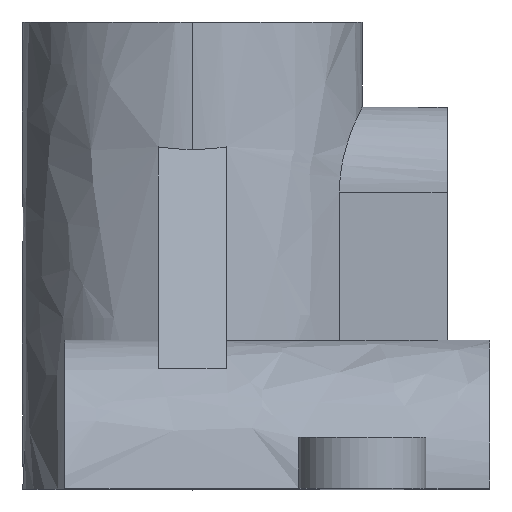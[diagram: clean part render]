
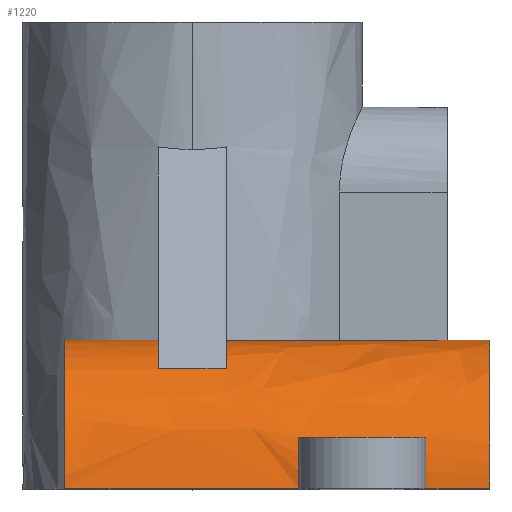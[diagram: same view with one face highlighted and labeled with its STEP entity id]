
A CAD part, top view. The second image highlights one B-rep face of the part: STEP entity #1220.
In plain terms, the highlighted free-form (B-spline) face has degree [2, 1] with [5, 2] control points.
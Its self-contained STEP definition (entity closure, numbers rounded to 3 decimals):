
#597 = VERTEX_POINT('',#598);
#598 = CARTESIAN_POINT('',(34.052,0.,26.755));
#611 = VERTEX_POINT('',#612);
#612 = CARTESIAN_POINT('',(-14.594,0.,26.755));
#617 = EDGE_CURVE('',#611,#618,#620,.T.);
#618 = VERTEX_POINT('',#619);
#619 = CARTESIAN_POINT('',(-3.892,0.,26.755));
#620 = B_SPLINE_CURVE_WITH_KNOTS('',1,(#621,#622),.UNSPECIFIED.,.F.,.F.,
  (2,2),(0.,11.),.PIECEWISE_BEZIER_KNOTS.);
#621 = CARTESIAN_POINT('',(-14.594,0.,26.755));
#622 = CARTESIAN_POINT('',(-3.892,0.,26.755));
#672 = VERTEX_POINT('',#673);
#673 = CARTESIAN_POINT('',(24.323,0.,26.755));
#678 = EDGE_CURVE('',#672,#597,#679,.T.);
#679 = B_SPLINE_CURVE_WITH_KNOTS('',1,(#680,#681),.UNSPECIFIED.,.F.,.F.,
  (2,2),(40.,50.),.PIECEWISE_BEZIER_KNOTS.);
#680 = CARTESIAN_POINT('',(24.323,0.,26.755));
#681 = CARTESIAN_POINT('',(34.052,0.,26.755));
#1047 = VERTEX_POINT('',#1048);
#1048 = CARTESIAN_POINT('',(24.323,5.838,
    27.787));
#1053 = EDGE_CURVE('',#672,#1047,#1054,.T.);
#1054 = ( BOUNDED_CURVE() B_SPLINE_CURVE(2,(#1055,#1056,#1057),
.UNSPECIFIED.,.F.,.F.) B_SPLINE_CURVE_WITH_KNOTS((3,3),(0.,
0.35),.PIECEWISE_BEZIER_KNOTS.) CURVE() 
GEOMETRIC_REPRESENTATION_ITEM() RATIONAL_B_SPLINE_CURVE((1.,
0.985,1.)) REPRESENTATION_ITEM('') );
#1055 = CARTESIAN_POINT('',(24.323,0.,26.755));
#1056 = CARTESIAN_POINT('',(24.323,3.01,
    26.755));
#1057 = CARTESIAN_POINT('',(24.323,5.838,
    27.787));
#1069 = VERTEX_POINT('',#1070);
#1070 = CARTESIAN_POINT('',(3.892,5.838,
    27.787));
#1075 = EDGE_CURVE('',#1069,#1047,#1076,.T.);
#1076 = B_SPLINE_CURVE_WITH_KNOTS('',1,(#1077,#1078),.UNSPECIFIED.,.F.,
  .F.,(2,2),(31.506,52.506),.PIECEWISE_BEZIER_KNOTS.);
#1077 = CARTESIAN_POINT('',(3.892,5.838,
    27.787));
#1078 = CARTESIAN_POINT('',(24.323,5.838,
    27.787));
#1091 = EDGE_CURVE('',#1092,#618,#1094,.T.);
#1092 = VERTEX_POINT('',#1093);
#1093 = CARTESIAN_POINT('',(-3.892,13.736,
    53.841));
#1094 = ( BOUNDED_CURVE() B_SPLINE_CURVE(2,(#1095,#1096,#1097),
.UNSPECIFIED.,.F.,.F.) B_SPLINE_CURVE_WITH_KNOTS((3,3),(4.08,
6.283),.PIECEWISE_BEZIER_KNOTS.) CURVE() 
GEOMETRIC_REPRESENTATION_ITEM() RATIONAL_B_SPLINE_CURVE((1.,
0.452,1.)) REPRESENTATION_ITEM('') );
#1095 = CARTESIAN_POINT('',(-3.892,13.736,
    53.841));
#1096 = CARTESIAN_POINT('',(-3.892,33.573,
    26.755));
#1097 = CARTESIAN_POINT('',(-3.892,0.,
    26.755));
#1154 = EDGE_CURVE('',#1155,#1157,#1159,.T.);
#1155 = VERTEX_POINT('',#1156);
#1156 = CARTESIAN_POINT('',(26.755,0.,60.808));
#1157 = VERTEX_POINT('',#1158);
#1158 = CARTESIAN_POINT('',(34.052,0.,60.808));
#1159 = B_SPLINE_CURVE_WITH_KNOTS('',1,(#1160,#1161),.UNSPECIFIED.,.F.,
  .F.,(2,2),(42.5,50.),.PIECEWISE_BEZIER_KNOTS.);
#1160 = CARTESIAN_POINT('',(26.755,0.,60.808));
#1161 = CARTESIAN_POINT('',(34.052,0.,60.808));
#1181 = VERTEX_POINT('',#1182);
#1182 = CARTESIAN_POINT('',(12.162,0.,60.808));
#1187 = EDGE_CURVE('',#1188,#1181,#1190,.T.);
#1188 = VERTEX_POINT('',#1189);
#1189 = CARTESIAN_POINT('',(-14.594,0.,60.808));
#1190 = B_SPLINE_CURVE_WITH_KNOTS('',1,(#1191,#1192),.UNSPECIFIED.,.F.,
  .F.,(2,2),(0.,27.5),.PIECEWISE_BEZIER_KNOTS.);
#1191 = CARTESIAN_POINT('',(-14.594,0.,60.808));
#1192 = CARTESIAN_POINT('',(12.162,0.,60.808));
#1220 = ADVANCED_FACE('',(#1221),#1280,.T.);
#1221 = FACE_BOUND('',#1222,.T.);
#1222 = EDGE_LOOP('',(#1223,#1231,#1238,#1244,#1245,#1253,#1254,#1255,
    #1256,#1264,#1269,#1270,#1271,#1279));
#1223 = ORIENTED_EDGE('',*,*,#1224,.F.);
#1224 = EDGE_CURVE('',#1225,#1181,#1227,.T.);
#1225 = VERTEX_POINT('',#1226);
#1226 = CARTESIAN_POINT('',(12.162,5.838,
    59.776));
#1227 = ( BOUNDED_CURVE() B_SPLINE_CURVE(2,(#1228,#1229,#1230),
.UNSPECIFIED.,.F.,.F.) B_SPLINE_CURVE_WITH_KNOTS((3,3),(5.933,
6.283),.PIECEWISE_BEZIER_KNOTS.) CURVE() 
GEOMETRIC_REPRESENTATION_ITEM() RATIONAL_B_SPLINE_CURVE((1.,
0.985,1.)) REPRESENTATION_ITEM('') );
#1228 = CARTESIAN_POINT('',(12.162,5.838,
    59.776));
#1229 = CARTESIAN_POINT('',(12.162,3.01,
    60.808));
#1230 = CARTESIAN_POINT('',(12.162,0.,
    60.808));
#1231 = ORIENTED_EDGE('',*,*,#1232,.F.);
#1232 = EDGE_CURVE('',#1233,#1225,#1235,.T.);
#1233 = VERTEX_POINT('',#1234);
#1234 = CARTESIAN_POINT('',(26.755,5.838,
    59.776));
#1235 = B_SPLINE_CURVE_WITH_KNOTS('',1,(#1236,#1237),.UNSPECIFIED.,.F.,
  .F.,(2,2),(-42.5,-27.5),.PIECEWISE_BEZIER_KNOTS.);
#1236 = CARTESIAN_POINT('',(26.755,5.838,
    59.776));
#1237 = CARTESIAN_POINT('',(12.162,5.838,
    59.776));
#1238 = ORIENTED_EDGE('',*,*,#1239,.F.);
#1239 = EDGE_CURVE('',#1155,#1233,#1240,.T.);
#1240 = ( BOUNDED_CURVE() B_SPLINE_CURVE(2,(#1241,#1242,#1243),
.UNSPECIFIED.,.F.,.F.) B_SPLINE_CURVE_WITH_KNOTS((3,3),(3.142,
3.492),.PIECEWISE_BEZIER_KNOTS.) CURVE() 
GEOMETRIC_REPRESENTATION_ITEM() RATIONAL_B_SPLINE_CURVE((1.,
0.985,1.)) REPRESENTATION_ITEM('') );
#1241 = CARTESIAN_POINT('',(26.755,0.,
    60.808));
#1242 = CARTESIAN_POINT('',(26.755,3.01,
    60.808));
#1243 = CARTESIAN_POINT('',(26.755,5.838,
    59.776));
#1244 = ORIENTED_EDGE('',*,*,#1154,.T.);
#1245 = ORIENTED_EDGE('',*,*,#1246,.F.);
#1246 = EDGE_CURVE('',#597,#1157,#1247,.T.);
#1247 = ( BOUNDED_CURVE() B_SPLINE_CURVE(2,(#1248,#1249,#1250,#1251,
#1252),.UNSPECIFIED.,.F.,.F.) B_SPLINE_CURVE_WITH_KNOTS((3,2,3),(0.,
1.571,3.142),.PIECEWISE_BEZIER_KNOTS.) CURVE() 
GEOMETRIC_REPRESENTATION_ITEM() RATIONAL_B_SPLINE_CURVE((1.,
0.707,1.,0.707,1.)) REPRESENTATION_ITEM('') );
#1248 = CARTESIAN_POINT('',(34.052,0.,26.755));
#1249 = CARTESIAN_POINT('',(34.052,17.026,
    26.755));
#1250 = CARTESIAN_POINT('',(34.052,17.026,
    43.781));
#1251 = CARTESIAN_POINT('',(34.052,17.026,
    60.808));
#1252 = CARTESIAN_POINT('',(34.052,0.,
    60.808));
#1253 = ORIENTED_EDGE('',*,*,#678,.F.);
#1254 = ORIENTED_EDGE('',*,*,#1053,.T.);
#1255 = ORIENTED_EDGE('',*,*,#1075,.F.);
#1256 = ORIENTED_EDGE('',*,*,#1257,.F.);
#1257 = EDGE_CURVE('',#1258,#1069,#1260,.T.);
#1258 = VERTEX_POINT('',#1259);
#1259 = CARTESIAN_POINT('',(3.892,13.736,
    53.841));
#1260 = ( BOUNDED_CURVE() B_SPLINE_CURVE(2,(#1261,#1262,#1263),
.UNSPECIFIED.,.F.,.F.) B_SPLINE_CURVE_WITH_KNOTS((3,3),(4.08,
5.933),.PIECEWISE_BEZIER_KNOTS.) CURVE() 
GEOMETRIC_REPRESENTATION_ITEM() RATIONAL_B_SPLINE_CURVE((1.,
0.601,1.)) REPRESENTATION_ITEM('') );
#1261 = CARTESIAN_POINT('',(3.892,13.736,
    53.841));
#1262 = CARTESIAN_POINT('',(3.892,27.127,
    35.557));
#1263 = CARTESIAN_POINT('',(3.892,5.838,
    27.787));
#1264 = ORIENTED_EDGE('',*,*,#1265,.F.);
#1265 = EDGE_CURVE('',#1092,#1258,#1266,.T.);
#1266 = B_SPLINE_CURVE_WITH_KNOTS('',1,(#1267,#1268),.UNSPECIFIED.,.F.,
  .F.,(2,2),(11.,19.),.PIECEWISE_BEZIER_KNOTS.);
#1267 = CARTESIAN_POINT('',(-3.892,13.736,
    53.841));
#1268 = CARTESIAN_POINT('',(3.892,13.736,
    53.841));
#1269 = ORIENTED_EDGE('',*,*,#1091,.T.);
#1270 = ORIENTED_EDGE('',*,*,#617,.F.);
#1271 = ORIENTED_EDGE('',*,*,#1272,.T.);
#1272 = EDGE_CURVE('',#611,#1188,#1273,.T.);
#1273 = ( BOUNDED_CURVE() B_SPLINE_CURVE(2,(#1274,#1275,#1276,#1277,
#1278),.UNSPECIFIED.,.F.,.F.) B_SPLINE_CURVE_WITH_KNOTS((3,2,3),(0.,
1.571,3.142),.PIECEWISE_BEZIER_KNOTS.) CURVE() 
GEOMETRIC_REPRESENTATION_ITEM() RATIONAL_B_SPLINE_CURVE((1.,
0.707,1.,0.707,1.)) REPRESENTATION_ITEM('') );
#1274 = CARTESIAN_POINT('',(-14.594,0.,26.755));
#1275 = CARTESIAN_POINT('',(-14.594,17.026,
    26.755));
#1276 = CARTESIAN_POINT('',(-14.594,17.026,
    43.781));
#1277 = CARTESIAN_POINT('',(-14.594,17.026,
    60.808));
#1278 = CARTESIAN_POINT('',(-14.594,0.,
    60.808));
#1279 = ORIENTED_EDGE('',*,*,#1187,.T.);
#1280 = ( BOUNDED_SURFACE() B_SPLINE_SURFACE(2,1,(
    (#1281,#1282)
    ,(#1283,#1284)
    ,(#1285,#1286)
    ,(#1287,#1288)
    ,(#1289,#1290
)),.UNSPECIFIED.,.F.,.F.,.F.) B_SPLINE_SURFACE_WITH_KNOTS((3,2,3),(2,2),
  (0.,1.571,3.142),(0.,50.),.PIECEWISE_BEZIER_KNOTS.) 
GEOMETRIC_REPRESENTATION_ITEM() RATIONAL_B_SPLINE_SURFACE((
    (1.,1.)
    ,(0.707,0.707)
    ,(1.,1.)
    ,(0.707,0.707)
,(1.,1.))) REPRESENTATION_ITEM('') SURFACE() );
#1281 = CARTESIAN_POINT('',(-14.594,0.,26.755));
#1282 = CARTESIAN_POINT('',(34.052,0.,26.755));
#1283 = CARTESIAN_POINT('',(-14.594,17.026,
    26.755));
#1284 = CARTESIAN_POINT('',(34.052,17.026,
    26.755));
#1285 = CARTESIAN_POINT('',(-14.594,17.026,
    43.781));
#1286 = CARTESIAN_POINT('',(34.052,17.026,
    43.781));
#1287 = CARTESIAN_POINT('',(-14.594,17.026,
    60.808));
#1288 = CARTESIAN_POINT('',(34.052,17.026,
    60.808));
#1289 = CARTESIAN_POINT('',(-14.594,0.,
    60.808));
#1290 = CARTESIAN_POINT('',(34.052,0.,
    60.808));
